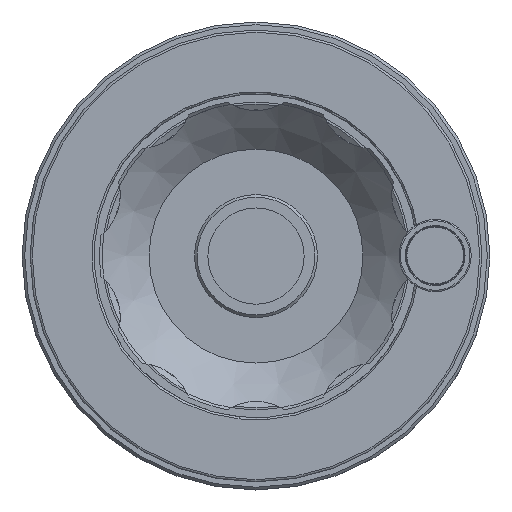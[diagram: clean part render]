
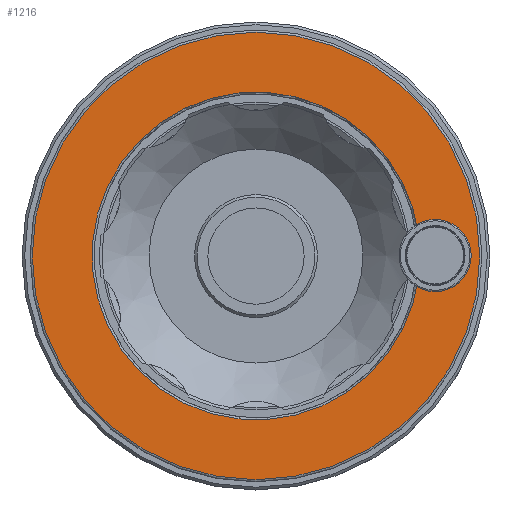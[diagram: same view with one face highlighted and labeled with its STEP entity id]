
A CAD part, top view. The second image highlights one B-rep face of the part: STEP entity #1216.
In plain terms, the highlighted planar face has unit normal (0, 0, 1).
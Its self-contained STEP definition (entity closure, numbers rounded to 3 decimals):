
#1216 = ADVANCED_FACE( '', ( #3143, #3144 ), #3145, .F. );
#3143 = FACE_BOUND( '', #6006, .T. );
#3144 = FACE_OUTER_BOUND( '', #6007, .T. );
#3145 = PLANE( '', #6008 );
#6006 = EDGE_LOOP( '', ( #11802, #11803, #11804, #11805, #11806, #11807, #11808, #11809, #11810, #11811 ) );
#6007 = EDGE_LOOP( '', ( #11812 ) );
#6008 = AXIS2_PLACEMENT_3D( '', #11813, #11814, #11815 );
#11802 = ORIENTED_EDGE( '', *, *, #19378, .T. );
#11803 = ORIENTED_EDGE( '', *, *, #19379, .F. );
#11804 = ORIENTED_EDGE( '', *, *, #19380, .F. );
#11805 = ORIENTED_EDGE( '', *, *, #19381, .T. );
#11806 = ORIENTED_EDGE( '', *, *, #19382, .F. );
#11807 = ORIENTED_EDGE( '', *, *, #19383, .T. );
#11808 = ORIENTED_EDGE( '', *, *, #19384, .F. );
#11809 = ORIENTED_EDGE( '', *, *, #19385, .T. );
#11810 = ORIENTED_EDGE( '', *, *, #19386, .F. );
#11811 = ORIENTED_EDGE( '', *, *, #19387, .F. );
#11812 = ORIENTED_EDGE( '', *, *, #19388, .T. );
#11813 = CARTESIAN_POINT( '', ( 0., 84.5, 53.326 ) );
#11814 = DIRECTION( '', ( 0., 0., -1. ) );
#11815 = DIRECTION( '', ( -1., 0., 0. ) );
#19378 = EDGE_CURVE( '', #23355, #23356, #23357, .F. );
#19379 = EDGE_CURVE( '', #23358, #23356, #23359, .T. );
#19380 = EDGE_CURVE( '', #23360, #23358, #23361, .T. );
#19381 = EDGE_CURVE( '', #23360, #23362, #23363, .F. );
#19382 = EDGE_CURVE( '', #23364, #23362, #23365, .T. );
#19383 = EDGE_CURVE( '', #23364, #23366, #23367, .T. );
#19384 = EDGE_CURVE( '', #23368, #23366, #23369, .T. );
#19385 = EDGE_CURVE( '', #23368, #23370, #23371, .F. );
#19386 = EDGE_CURVE( '', #23372, #23370, #23373, .T. );
#19387 = EDGE_CURVE( '', #23355, #23372, #23374, .T. );
#19388 = EDGE_CURVE( '', #23375, #23375, #23376, .F. );
#23355 = VERTEX_POINT( '', #30488 );
#23356 = VERTEX_POINT( '', #30489 );
#23357 = CIRCLE( '', #30490, 9.548 );
#23358 = VERTEX_POINT( '', #30491 );
#23359 = LINE( '', #30492, #30493 );
#23360 = VERTEX_POINT( '', #30494 );
#23361 = LINE( '', #30495, #30496 );
#23362 = VERTEX_POINT( '', #30497 );
#23363 = CIRCLE( '', #30498, 9.548 );
#23364 = VERTEX_POINT( '', #30499 );
#23365 = LINE( '', #30500, #30501 );
#23366 = VERTEX_POINT( '', #30502 );
#23367 = CIRCLE( '', #30503, 61.3 );
#23368 = VERTEX_POINT( '', #30504 );
#23369 = LINE( '', #30505, #30506 );
#23370 = VERTEX_POINT( '', #30507 );
#23371 = CIRCLE( '', #30508, 9.548 );
#23372 = VERTEX_POINT( '', #30509 );
#23373 = LINE( '', #30510, #30511 );
#23374 = LINE( '', #30512, #30513 );
#23375 = VERTEX_POINT( '', #30514 );
#23376 = CIRCLE( '', #30515, 83.7 );
#30488 = CARTESIAN_POINT( '', ( 65.632, 9.45, 53.326 ) );
#30489 = CARTESIAN_POINT( '', ( 65.632, -9.45, 53.326 ) );
#30490 = AXIS2_PLACEMENT_3D( '', #38782, #38783, #38784 );
#30491 = CARTESIAN_POINT( '', ( 65., -9.815, 53.326 ) );
#30492 = CARTESIAN_POINT( '', ( 65., -9.815, 53.326 ) );
#30493 = VECTOR( '', #38785, 1000. );
#30494 = CARTESIAN_POINT( '', ( 63.082, -8.707, 53.326 ) );
#30495 = CARTESIAN_POINT( '', ( 56.5, -4.907, 53.326 ) );
#30496 = VECTOR( '', #38786, 1000. );
#30497 = CARTESIAN_POINT( '', ( 61.418, -7.747, 53.326 ) );
#30498 = AXIS2_PLACEMENT_3D( '', #38787, #38788, #38789 );
#30499 = CARTESIAN_POINT( '', ( 60.849, -7.419, 53.326 ) );
#30500 = CARTESIAN_POINT( '', ( 56.5, -4.907, 53.326 ) );
#30501 = VECTOR( '', #38790, 1000. );
#30502 = CARTESIAN_POINT( '', ( 60.849, 7.419, 53.326 ) );
#30503 = AXIS2_PLACEMENT_3D( '', #38791, #38792, #38793 );
#30504 = CARTESIAN_POINT( '', ( 61.418, 7.747, 53.326 ) );
#30505 = CARTESIAN_POINT( '', ( 65., 9.815, 53.326 ) );
#30506 = VECTOR( '', #38794, 1000. );
#30507 = CARTESIAN_POINT( '', ( 63.082, 8.707, 53.326 ) );
#30508 = AXIS2_PLACEMENT_3D( '', #38795, #38796, #38797 );
#30509 = CARTESIAN_POINT( '', ( 65., 9.815, 53.326 ) );
#30510 = CARTESIAN_POINT( '', ( 65., 9.815, 53.326 ) );
#30511 = VECTOR( '', #38798, 1000. );
#30512 = CARTESIAN_POINT( '', ( 73.5, 4.907, 53.326 ) );
#30513 = VECTOR( '', #38799, 1000. );
#30514 = CARTESIAN_POINT( '', ( -83.7, 0., 53.326 ) );
#30515 = AXIS2_PLACEMENT_3D( '', #38800, #38801, #38802 );
#38782 = CARTESIAN_POINT( '', ( 67., 0., 53.326 ) );
#38783 = DIRECTION( '', ( 0., 0., 1. ) );
#38784 = DIRECTION( '', ( -1., 0., 0. ) );
#38785 = DIRECTION( '', ( 0.866, 0.5, 0. ) );
#38786 = DIRECTION( '', ( 0.866, -0.5, 0. ) );
#38787 = CARTESIAN_POINT( '', ( 67., 0., 53.326 ) );
#38788 = DIRECTION( '', ( 0., 0., 1. ) );
#38789 = DIRECTION( '', ( -1., 0., 0. ) );
#38790 = DIRECTION( '', ( 0.866, -0.5, 0. ) );
#38791 = CARTESIAN_POINT( '', ( 0., 0., 53.326 ) );
#38792 = DIRECTION( '', ( 0., 0., -1. ) );
#38793 = DIRECTION( '', ( -1., 0., 0. ) );
#38794 = DIRECTION( '', ( -0.866, -0.5, 0. ) );
#38795 = CARTESIAN_POINT( '', ( 67., 0., 53.326 ) );
#38796 = DIRECTION( '', ( 0., 0., 1. ) );
#38797 = DIRECTION( '', ( -1., 0., 0. ) );
#38798 = DIRECTION( '', ( -0.866, -0.5, 0. ) );
#38799 = DIRECTION( '', ( -0.866, 0.5, 0. ) );
#38800 = CARTESIAN_POINT( '', ( 0., 0., 53.326 ) );
#38801 = DIRECTION( '', ( 0., 0., -1. ) );
#38802 = DIRECTION( '', ( -1., 0., 0. ) );
